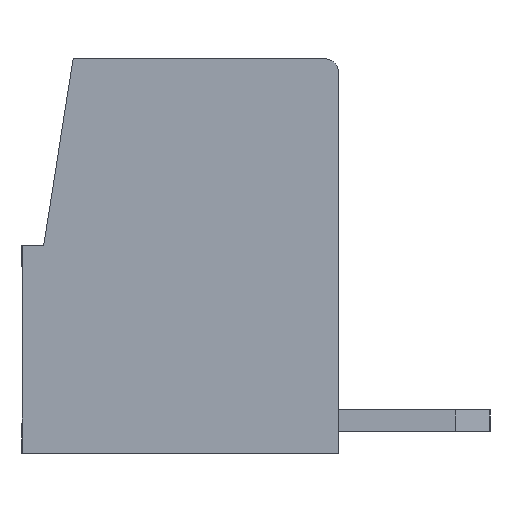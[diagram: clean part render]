
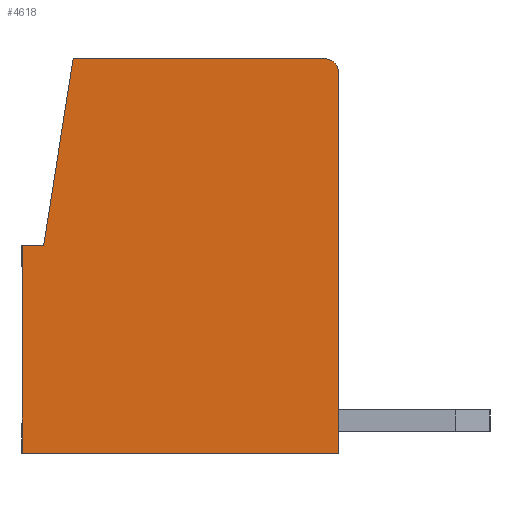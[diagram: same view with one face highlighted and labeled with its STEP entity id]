
A CAD part, left-side view. The second image highlights one B-rep face of the part: STEP entity #4618.
In plain terms, the highlighted planar face has unit normal (-1, 0, 0).
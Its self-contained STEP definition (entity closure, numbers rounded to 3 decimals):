
#83=CIRCLE('',#6054,0.3);
#221=ORIENTED_EDGE('',*,*,#1560,.F.);
#222=ORIENTED_EDGE('',*,*,#1561,.F.);
#223=ORIENTED_EDGE('',*,*,#1562,.F.);
#224=ORIENTED_EDGE('',*,*,#1559,.F.);
#225=ORIENTED_EDGE('',*,*,#1563,.F.);
#226=ORIENTED_EDGE('',*,*,#1564,.F.);
#227=ORIENTED_EDGE('',*,*,#1565,.F.);
#1559=EDGE_CURVE('',#2227,#2226,#2687,.T.);
#1560=EDGE_CURVE('',#2228,#2229,#2688,.T.);
#1561=EDGE_CURVE('',#2230,#2228,#2689,.T.);
#1562=EDGE_CURVE('',#2226,#2230,#2690,.T.);
#1563=EDGE_CURVE('',#2231,#2227,#2691,.T.);
#1564=EDGE_CURVE('',#2232,#2231,#2692,.T.);
#1565=EDGE_CURVE('',#2229,#2232,#83,.T.);
#2226=VERTEX_POINT('',#7719);
#2227=VERTEX_POINT('',#7722);
#2228=VERTEX_POINT('',#7726);
#2229=VERTEX_POINT('',#7727);
#2230=VERTEX_POINT('',#7729);
#2231=VERTEX_POINT('',#7732);
#2232=VERTEX_POINT('',#7734);
#2687=LINE('',#7723,#3312);
#2688=LINE('',#7725,#3313);
#2689=LINE('',#7728,#3314);
#2690=LINE('',#7730,#3315);
#2691=LINE('',#7731,#3316);
#2692=LINE('',#7733,#3317);
#3312=VECTOR('',#6437,1000.);
#3313=VECTOR('',#6440,1000.);
#3314=VECTOR('',#6441,1000.);
#3315=VECTOR('',#6442,1000.);
#3316=VECTOR('',#6443,1000.);
#3317=VECTOR('',#6444,1000.);
#3886=EDGE_LOOP('',(#221,#222,#223,#224,#225,#226,#227));
#4139=FACE_BOUND('',#3886,.T.);
#4392=PLANE('',#6053);
#4618=ADVANCED_FACE('',(#4139),#4392,.T.);
#6053=AXIS2_PLACEMENT_3D('',#7724,#6438,#6439);
#6054=AXIS2_PLACEMENT_3D('',#7735,#6445,#6446);
#6437=DIRECTION('',(0.,0.,1.));
#6438=DIRECTION('',(-1.,0.,0.));
#6439=DIRECTION('',(0.,0.,1.));
#6440=DIRECTION('',(0.,-1.,0.));
#6441=DIRECTION('',(0.,-0.156,0.988));
#6442=DIRECTION('',(0.,-1.,0.));
#6443=DIRECTION('',(0.,1.,0.));
#6444=DIRECTION('',(0.,0.,-1.));
#6445=DIRECTION('',(1.,0.,0.));
#6446=DIRECTION('',(0.,-1.,0.));
#7719=CARTESIAN_POINT('',(-1.75,0.,4.8));
#7722=CARTESIAN_POINT('',(-1.75,0.,0.));
#7723=CARTESIAN_POINT('',(-1.75,0.,0.));
#7724=CARTESIAN_POINT('',(-1.75,-11.99,9.8));
#7725=CARTESIAN_POINT('',(-1.75,-2.966,9.1));
#7726=CARTESIAN_POINT('',(-1.75,-1.181,9.1));
#7727=CARTESIAN_POINT('',(-1.75,-7.,9.1));
#7728=CARTESIAN_POINT('',(-1.75,0.26,0.));
#7729=CARTESIAN_POINT('',(-1.75,-0.5,4.8));
#7730=CARTESIAN_POINT('',(-1.75,-2.966,4.8));
#7731=CARTESIAN_POINT('',(-1.75,-2.966,0.));
#7732=CARTESIAN_POINT('',(-1.75,-7.3,0.));
#7733=CARTESIAN_POINT('',(-1.75,-7.3,0.));
#7734=CARTESIAN_POINT('',(-1.75,-7.3,8.8));
#7735=CARTESIAN_POINT('',(-1.75,-7.,8.8));
